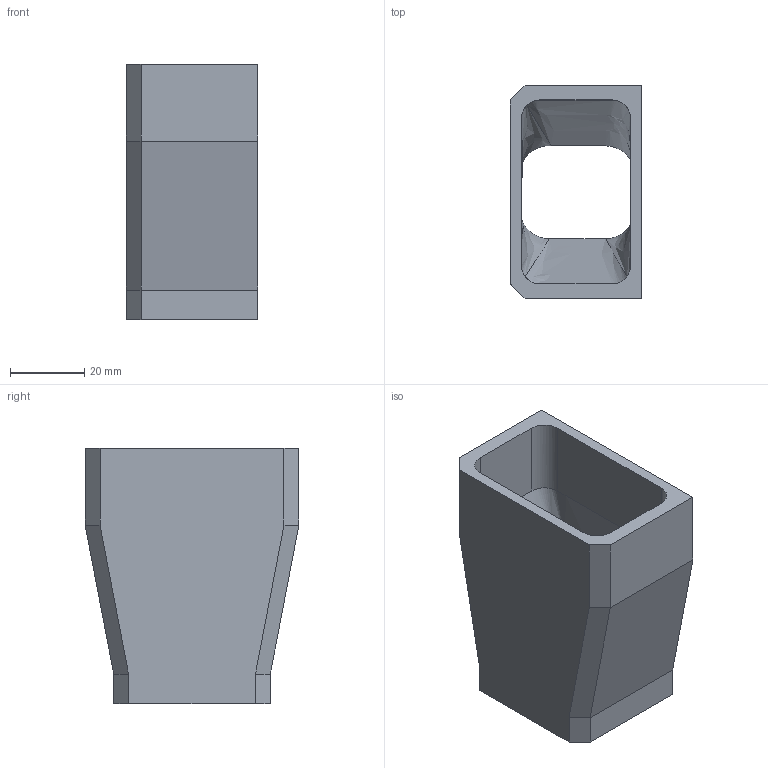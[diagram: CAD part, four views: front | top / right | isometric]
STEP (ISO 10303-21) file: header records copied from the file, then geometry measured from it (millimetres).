
FILE_DESCRIPTION(/* description */ (''),/* implementation_level */ '2;1');
FILE_NAME(/* name */ 'Funnel.step',/* time_stamp */ '2023-05-15T17:52:50+02:00',/* author */ (''),/* organization */ (''),/* preprocessor_version */ 'ST-DEVELOPER v19.2',/* originating_system */ 'Autodesk Translation Framework v12.4.0.73',/* authorisation */ '');
FILE_SCHEMA (('AUTOMOTIVE_DESIGN { 1 0 10303 214 3 1 1 }'));
Length unit declared in the file: millimetre
Products named in the file (1): Funnel
Bounding box: 35.36 x 57.39 x 68.65 mm (x, y, z)
Volume: 45327.2 mm3; surface area: 21975.4 mm2
Topology: 1 solids, 1 shells, 40 faces, 106 edges, 70 vertices
Faces by surface type: plane 26, cylinder 8, bspline 6
Full cylindrical faces by diameter (mm): 3.9 x2
Entity records: 1480 total; most frequent: CARTESIAN_POINT 468, ORIENTED_EDGE 212, DIRECTION 182, EDGE_CURVE 106, LINE 72, VECTOR 72, VERTEX_POINT 70, AXIS2_PLACEMENT_3D 55
